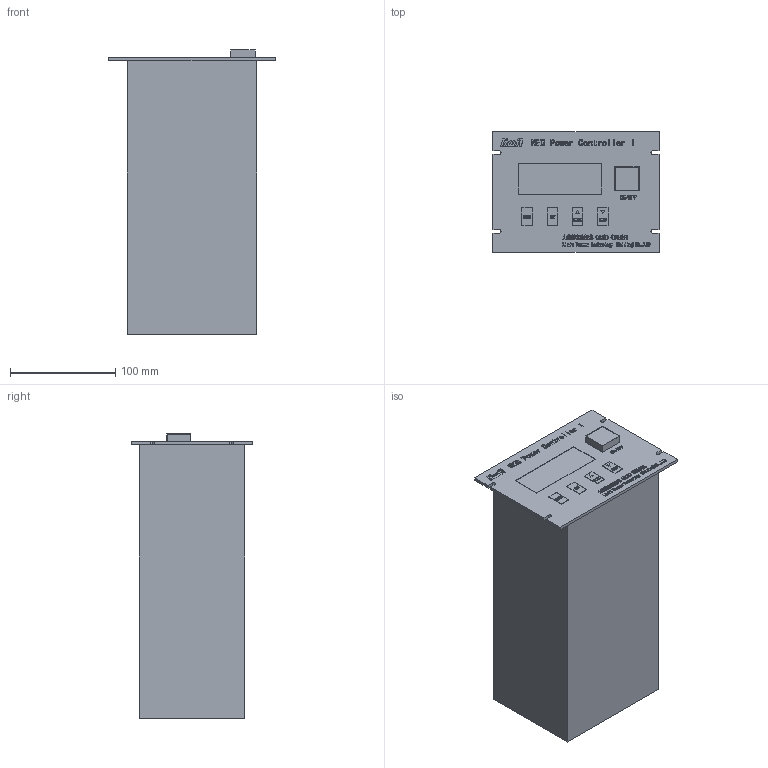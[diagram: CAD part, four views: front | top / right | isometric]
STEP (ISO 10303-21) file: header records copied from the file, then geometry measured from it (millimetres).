
FILE_DESCRIPTION (( 'STEP AP214' ), '1' );
FILE_NAME ('柲ァ撙掙萇埭.STEP', '2024-01-29T09:33:44', ( '' ), ( '' ), 'SwSTEP 2.0', 'SolidWorks 2020', '' );
FILE_SCHEMA (( 'AUTOMOTIVE_DESIGN' ));
Length unit declared in the file: millimetre
Products named in the file (1): 柲ァ撙掙萇埭
Bounding box: 158 x 115 x 270.5 mm (x, y, z)
Volume: 3252889 mm3; surface area: 157125.8 mm2
Topology: 2 solids, 2 shells, 1652 faces, 4431 edges, 2954 vertices
Faces by surface type: plane 982, bspline 662, cylinder 8
Entity records: 93288 total; most frequent: CARTESIAN_POINT 41996, ORIENTED_EDGE 8862, DIRECTION 5105, EDGE_CURVE 4431, LINE 3091, VECTOR 3091, VERTEX_POINT 2954, EDGE_LOOP 1823
